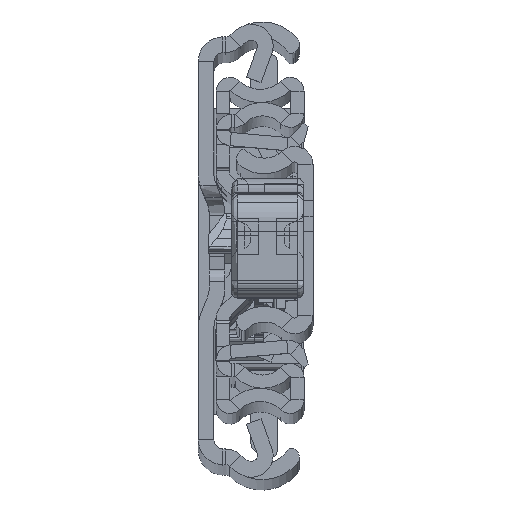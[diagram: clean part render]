
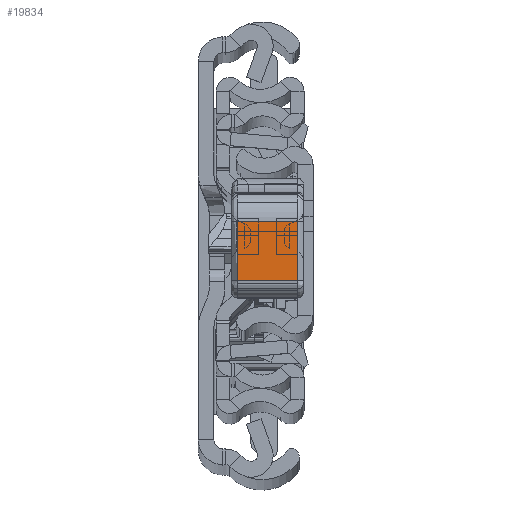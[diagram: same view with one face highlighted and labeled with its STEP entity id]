
A CAD part, top view. The second image highlights one B-rep face of the part: STEP entity #19834.
In plain terms, the highlighted face is planar.
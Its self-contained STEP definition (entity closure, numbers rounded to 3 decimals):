
#1541 = FACE_OUTER_BOUND ( 'NONE', #5491, .T. ) ;
#4590 = CARTESIAN_POINT ( 'NONE',  ( 39.818, -2.465, 0. ) ) ;
#4752 = VECTOR ( 'NONE', #8446, 1000. ) ;
#4785 = CARTESIAN_POINT ( 'NONE',  ( 39.818, -2.465, 10. ) ) ;
#5491 = EDGE_LOOP ( 'NONE', ( #18622, #8558, #6834, #32383 ) ) ;
#5591 = EDGE_CURVE ( 'NONE', #8181, #6344, #19011, .T. ) ;
#6344 = VERTEX_POINT ( 'NONE', #14288 ) ;
#6670 = CARTESIAN_POINT ( 'NONE',  ( 39.818, -2.465, 11. ) ) ;
#6834 = ORIENTED_EDGE ( 'NONE', *, *, #23985, .T. ) ;
#7755 = VERTEX_POINT ( 'NONE', #4590 ) ;
#8181 = VERTEX_POINT ( 'NONE', #20042 ) ;
#8446 = DIRECTION ( 'NONE',  ( 0., 0., 1. ) ) ;
#8558 = ORIENTED_EDGE ( 'NONE', *, *, #15267, .T. ) ;
#8564 = DIRECTION ( 'NONE',  ( -0.027, -1., 0. ) ) ;
#8745 = VERTEX_POINT ( 'NONE', #4785 ) ;
#11530 = CARTESIAN_POINT ( 'NONE',  ( 39.55, -12.274, 11. ) ) ;
#11835 = DIRECTION ( 'NONE',  ( -0.027, -1., 0. ) ) ;
#13525 = VECTOR ( 'NONE', #24473, 1000. ) ;
#14288 = CARTESIAN_POINT ( 'NONE',  ( 39.55, -12.274, 0. ) ) ;
#15267 = EDGE_CURVE ( 'NONE', #6344, #7755, #31966, .T. ) ;
#16393 = CARTESIAN_POINT ( 'NONE',  ( 39.55, -12.274, 0. ) ) ;
#18622 = ORIENTED_EDGE ( 'NONE', *, *, #5591, .T. ) ;
#19011 = LINE ( 'NONE', #28985, #28560 ) ;
#19292 = CARTESIAN_POINT ( 'NONE',  ( 39.55, -12.274, 10. ) ) ;
#19477 = LINE ( 'NONE', #6670, #4752 ) ;
#19834 = ADVANCED_FACE ( 'NONE', ( #1541 ), #27014, .F. ) ;
#20042 = CARTESIAN_POINT ( 'NONE',  ( 39.55, -12.274, 10. ) ) ;
#21698 = LINE ( 'NONE', #19292, #26337 ) ;
#22851 = EDGE_CURVE ( 'NONE', #8745, #8181, #21698, .T. ) ;
#23985 = EDGE_CURVE ( 'NONE', #7755, #8745, #19477, .T. ) ;
#24473 = DIRECTION ( 'NONE',  ( 0.027, 1., 0. ) ) ;
#26337 = VECTOR ( 'NONE', #8564, 1000. ) ;
#26454 = AXIS2_PLACEMENT_3D ( 'NONE', #11530, #32102, #11835 ) ;
#27014 = PLANE ( 'NONE',  #26454 ) ;
#28560 = VECTOR ( 'NONE', #31707, 1000. ) ;
#28985 = CARTESIAN_POINT ( 'NONE',  ( 39.55, -12.274, 11. ) ) ;
#31707 = DIRECTION ( 'NONE',  ( 0., 0., -1. ) ) ;
#31966 = LINE ( 'NONE', #16393, #13525 ) ;
#32102 = DIRECTION ( 'NONE',  ( -1., 0.027, 0. ) ) ;
#32383 = ORIENTED_EDGE ( 'NONE', *, *, #22851, .T. ) ;
